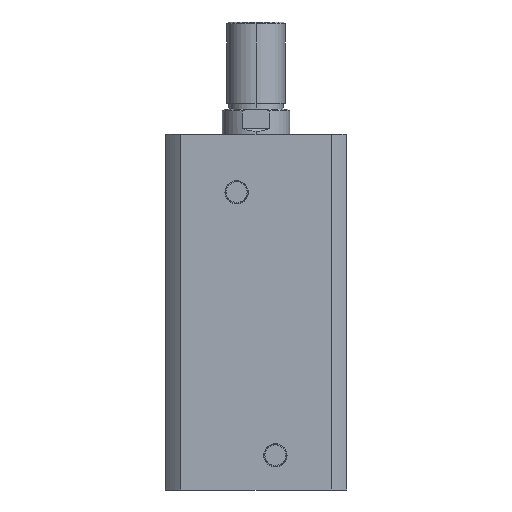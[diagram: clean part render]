
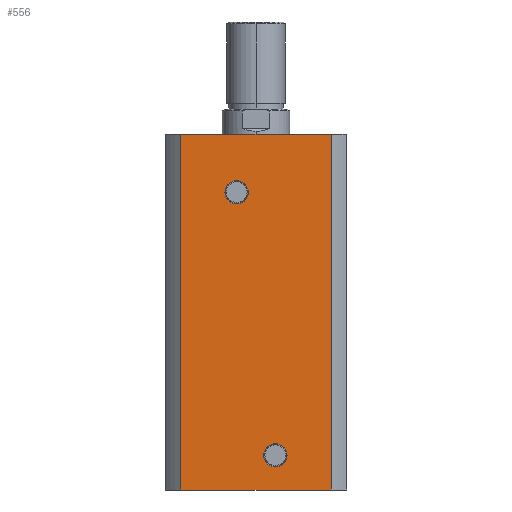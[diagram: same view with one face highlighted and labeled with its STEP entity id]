
A CAD part, left-side view. The second image highlights one B-rep face of the part: STEP entity #556.
In plain terms, the highlighted planar face has unit normal (-1, 0, 0).
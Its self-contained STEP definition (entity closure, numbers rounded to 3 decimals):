
#4 = ORIENTED_EDGE ( 'NONE', *, *, #744, .F. ) ;
#14 = ORIENTED_EDGE ( 'NONE', *, *, #879, .F. ) ;
#18 = FACE_BOUND ( 'NONE', #329, .T. ) ;
#36 = CIRCLE ( 'NONE', #3025, 6.06 ) ;
#80 = CIRCLE ( 'NONE', #2962, 6.06 ) ;
#305 = ORIENTED_EDGE ( 'NONE', *, *, #881, .F. ) ;
#322 = EDGE_LOOP ( 'NONE', ( #3694, #305, #3700, #3702 ) ) ;
#329 = EDGE_LOOP ( 'NONE', ( #14, #3696 ) ) ;
#331 = EDGE_LOOP ( 'NONE', ( #3698, #4 ) ) ;
#556 = ADVANCED_FACE ( 'NONE', ( #1716, #18, #1727 ), #2672, .F. ) ;
#744 = EDGE_CURVE ( 'NONE', #1456, #1460, #36, .T. ) ;
#773 = EDGE_CURVE ( 'NONE', #1431, #1422, #80, .T. ) ;
#876 = EDGE_CURVE ( 'NONE', #2622, #2615, #1906, .T. ) ;
#878 = EDGE_CURVE ( 'NONE', #1460, #1456, #1909, .T. ) ;
#879 = EDGE_CURVE ( 'NONE', #1422, #1431, #1910, .T. ) ;
#880 = EDGE_CURVE ( 'NONE', #2615, #2617, #1911, .T. ) ;
#881 = EDGE_CURVE ( 'NONE', #2619, #2617, #1912, .T. ) ;
#882 = EDGE_CURVE ( 'NONE', #2622, #2619, #1907, .T. ) ;
#1142 = DIRECTION ( 'NONE',  ( 0., 0., -1. ) ) ;
#1148 = CARTESIAN_POINT ( 'NONE',  ( -47., 38.884, 184. ) ) ;
#1157 = CARTESIAN_POINT ( 'NONE',  ( -47., 0., 0. ) ) ;
#1158 = DIRECTION ( 'NONE',  ( 0., -1., 0. ) ) ;
#1159 = CARTESIAN_POINT ( 'NONE',  ( -47., 10., 154. ) ) ;
#1160 = DIRECTION ( 'NONE',  ( -1., 0., 0. ) ) ;
#1161 = DIRECTION ( 'NONE',  ( 0., 0., 1. ) ) ;
#1163 = CARTESIAN_POINT ( 'NONE',  ( -47., 0., 184. ) ) ;
#1164 = CARTESIAN_POINT ( 'NONE',  ( -47., -10., 18. ) ) ;
#1165 = DIRECTION ( 'NONE',  ( -1., 0., 0. ) ) ;
#1166 = DIRECTION ( 'NONE',  ( 0., 0., 1. ) ) ;
#1167 = CARTESIAN_POINT ( 'NONE',  ( -47., -38.884, 184. ) ) ;
#1169 = DIRECTION ( 'NONE',  ( 0., 0., -1. ) ) ;
#1170 = DIRECTION ( 'NONE',  ( 0., -1., 0. ) ) ;
#1422 = VERTEX_POINT ( 'NONE', #3595 ) ;
#1431 = VERTEX_POINT ( 'NONE', #3604 ) ;
#1456 = VERTEX_POINT ( 'NONE', #3066 ) ;
#1460 = VERTEX_POINT ( 'NONE', #3070 ) ;
#1716 = FACE_BOUND ( 'NONE', #331, .T. ) ;
#1727 = FACE_OUTER_BOUND ( 'NONE', #322, .T. ) ;
#1906 = LINE ( 'NONE', #1148, #1908 ) ;
#1907 = LINE ( 'NONE', #1163, #1917 ) ;
#1908 = VECTOR ( 'NONE', #1142, 1000. ) ;
#1909 = CIRCLE ( 'NONE', #3039, 6.06 ) ;
#1910 = CIRCLE ( 'NONE', #3040, 6.06 ) ;
#1911 = LINE ( 'NONE', #1157, #1913 ) ;
#1912 = LINE ( 'NONE', #1167, #1915 ) ;
#1913 = VECTOR ( 'NONE', #1158, 1000. ) ;
#1915 = VECTOR ( 'NONE', #1169, 1000. ) ;
#1917 = VECTOR ( 'NONE', #1170, 1000. ) ;
#2000 = CARTESIAN_POINT ( 'NONE',  ( -47., -10., 18. ) ) ;
#2001 = DIRECTION ( 'NONE',  ( -1., 0., 0. ) ) ;
#2002 = DIRECTION ( 'NONE',  ( 0., 0., 1. ) ) ;
#2183 = CARTESIAN_POINT ( 'NONE',  ( -47., 10., 154. ) ) ;
#2184 = DIRECTION ( 'NONE',  ( -1., 0., 0. ) ) ;
#2185 = DIRECTION ( 'NONE',  ( 0., 0., 1. ) ) ;
#2615 = VERTEX_POINT ( 'NONE', #3157 ) ;
#2617 = VERTEX_POINT ( 'NONE', #3159 ) ;
#2619 = VERTEX_POINT ( 'NONE', #3161 ) ;
#2622 = VERTEX_POINT ( 'NONE', #3164 ) ;
#2664 = DIRECTION ( 'NONE',  ( 1., 0., 0. ) ) ;
#2670 = CARTESIAN_POINT ( 'NONE',  ( -47., 0., 184. ) ) ;
#2672 = PLANE ( 'NONE',  #3010 ) ;
#2674 = DIRECTION ( 'NONE',  ( 0., 1., 0. ) ) ;
#2962 = AXIS2_PLACEMENT_3D ( 'NONE', #2000, #2001, #2002 ) ;
#3010 = AXIS2_PLACEMENT_3D ( 'NONE', #2670, #2664, #2674 ) ;
#3025 = AXIS2_PLACEMENT_3D ( 'NONE', #2183, #2184, #2185 ) ;
#3039 = AXIS2_PLACEMENT_3D ( 'NONE', #1159, #1160, #1161 ) ;
#3040 = AXIS2_PLACEMENT_3D ( 'NONE', #1164, #1165, #1166 ) ;
#3066 = CARTESIAN_POINT ( 'NONE',  ( -47., 10., 147.94 ) ) ;
#3070 = CARTESIAN_POINT ( 'NONE',  ( -47., 10., 160.06 ) ) ;
#3157 = CARTESIAN_POINT ( 'NONE',  ( -47., 38.884, 0. ) ) ;
#3159 = CARTESIAN_POINT ( 'NONE',  ( -47., -38.884, 0. ) ) ;
#3161 = CARTESIAN_POINT ( 'NONE',  ( -47., -38.884, 184. ) ) ;
#3164 = CARTESIAN_POINT ( 'NONE',  ( -47., 38.884, 184. ) ) ;
#3595 = CARTESIAN_POINT ( 'NONE',  ( -47., -10., 24.06 ) ) ;
#3604 = CARTESIAN_POINT ( 'NONE',  ( -47., -10., 11.94 ) ) ;
#3694 = ORIENTED_EDGE ( 'NONE', *, *, #880, .T. ) ;
#3696 = ORIENTED_EDGE ( 'NONE', *, *, #773, .F. ) ;
#3698 = ORIENTED_EDGE ( 'NONE', *, *, #878, .F. ) ;
#3700 = ORIENTED_EDGE ( 'NONE', *, *, #882, .F. ) ;
#3702 = ORIENTED_EDGE ( 'NONE', *, *, #876, .T. ) ;
